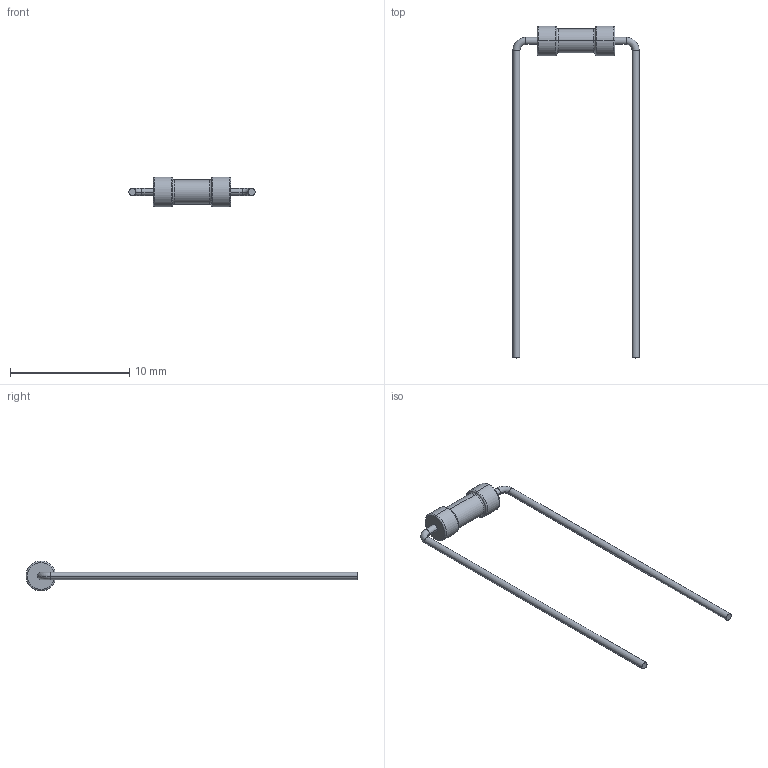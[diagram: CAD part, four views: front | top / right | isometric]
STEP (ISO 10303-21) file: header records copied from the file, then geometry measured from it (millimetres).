
FILE_DESCRIPTION (( 'STEP AP214' ), '1' );
FILE_NAME ('MRS25000C1000FC100.STEP', '2024-12-06T13:37:39', ( 'LENOVO' ), ( '' ), 'SwSTEP 2.0', 'SolidWorks 2021', '' );
FILE_SCHEMA (( 'AUTOMOTIVE_DESIGN' ));
Length unit declared in the file: millimetre
Products named in the file (1): MRS25000C1000FC100
Bounding box: 10.6 x 27.84 x 2.5 mm (x, y, z)
Volume: 42.2 mm3; surface area: 163.8 mm2
Topology: 3 solids, 3 shells, 36 faces, 66 edges, 36 vertices
Faces by surface type: torus 16, cylinder 14, plane 6
Entity records: 1162 total; most frequent: DIRECTION 192, CARTESIAN_POINT 139, ORIENTED_EDGE 132, AXIS2_PLACEMENT_3D 89, EDGE_CURVE 66, CIRCLE 52, ADVANCED_FACE 36, FACE_OUTER_BOUND 36
